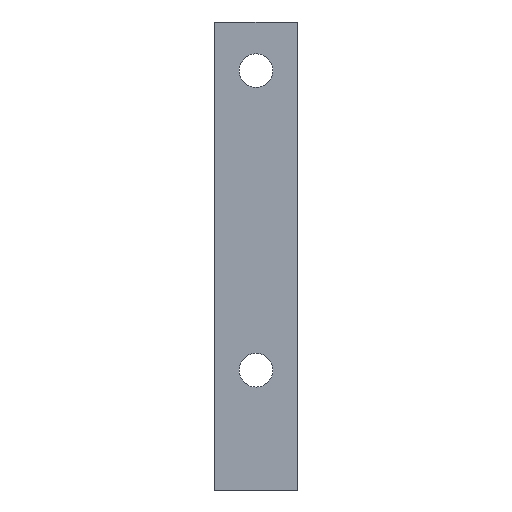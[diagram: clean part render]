
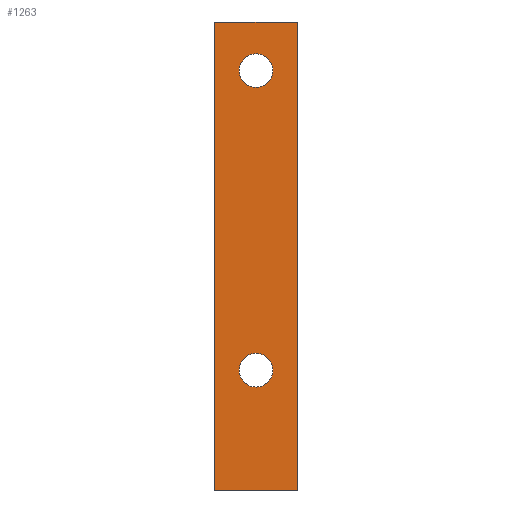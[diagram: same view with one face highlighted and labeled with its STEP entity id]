
A CAD part, left-side view. The second image highlights one B-rep face of the part: STEP entity #1263.
In plain terms, the highlighted planar face has unit normal (-1, 0, 0).
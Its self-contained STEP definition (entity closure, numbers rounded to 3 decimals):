
#1 = VERTEX_POINT ( 'NONE', #749 ) ;
#84 = EDGE_CURVE ( 'NONE', #726, #3281, #1721, .T. ) ;
#173 = CIRCLE ( 'NONE', #4263, 2.25 ) ;
#214 = ORIENTED_EDGE ( 'NONE', *, *, #1858, .F. ) ;
#235 = LINE ( 'NONE', #916, #4061 ) ;
#269 = FACE_BOUND ( 'NONE', #3440, .T. ) ;
#404 = EDGE_CURVE ( 'NONE', #2078, #1, #4158, .T. ) ;
#546 = CARTESIAN_POINT ( 'NONE',  ( -85., -5.5, 31.25 ) ) ;
#721 = CARTESIAN_POINT ( 'NONE',  ( -85., 0., 24.75 ) ) ;
#726 = VERTEX_POINT ( 'NONE', #546 ) ;
#741 = VECTOR ( 'NONE', #4502, 1000. ) ;
#749 = CARTESIAN_POINT ( 'NONE',  ( -85., 2.25, -15.25 ) ) ;
#767 = VERTEX_POINT ( 'NONE', #3286 ) ;
#800 = AXIS2_PLACEMENT_3D ( 'NONE', #721, #3317, #1101 ) ;
#808 = EDGE_CURVE ( 'NONE', #767, #4629, #3231, .T. ) ;
#861 = EDGE_LOOP ( 'NONE', ( #2916, #214, #2341, #1904 ) ) ;
#916 = CARTESIAN_POINT ( 'NONE',  ( -85., 5.5, -31.25 ) ) ;
#1032 = DIRECTION ( 'NONE',  ( 1., 0., 0. ) ) ;
#1068 = VERTEX_POINT ( 'NONE', #3842 ) ;
#1080 = CARTESIAN_POINT ( 'NONE',  ( -85., 5.5, 31.25 ) ) ;
#1097 = AXIS2_PLACEMENT_3D ( 'NONE', #3251, #1032, #3625 ) ;
#1101 = DIRECTION ( 'NONE',  ( 0., -1., 0. ) ) ;
#1161 = CARTESIAN_POINT ( 'NONE',  ( -85., -5.5, -31.25 ) ) ;
#1263 = ADVANCED_FACE ( 'NONE', ( #3220, #269, #4331 ), #1454, .F. ) ;
#1277 = ORIENTED_EDGE ( 'NONE', *, *, #2405, .T. ) ;
#1317 = CARTESIAN_POINT ( 'NONE',  ( -85., 0., -15.25 ) ) ;
#1406 = CARTESIAN_POINT ( 'NONE',  ( -85., 5.5, 31.25 ) ) ;
#1454 = PLANE ( 'NONE',  #2033 ) ;
#1498 = VECTOR ( 'NONE', #4009, 1000. ) ;
#1690 = DIRECTION ( 'NONE',  ( 0., -1., 0. ) ) ;
#1721 = LINE ( 'NONE', #1161, #741 ) ;
#1729 = AXIS2_PLACEMENT_3D ( 'NONE', #1317, #3917, #1690 ) ;
#1773 = ORIENTED_EDGE ( 'NONE', *, *, #404, .T. ) ;
#1782 = CARTESIAN_POINT ( 'NONE',  ( -85., -2.25, -15.25 ) ) ;
#1808 = DIRECTION ( 'NONE',  ( 1., 0., 0. ) ) ;
#1815 = DIRECTION ( 'NONE',  ( 0., -1., 0. ) ) ;
#1858 = EDGE_CURVE ( 'NONE', #3281, #4450, #235, .T. ) ;
#1904 = ORIENTED_EDGE ( 'NONE', *, *, #2058, .F. ) ;
#2006 = EDGE_LOOP ( 'NONE', ( #1773, #2379 ) ) ;
#2033 = AXIS2_PLACEMENT_3D ( 'NONE', #1080, #2920, #1815 ) ;
#2058 = EDGE_CURVE ( 'NONE', #1068, #726, #2237, .T. ) ;
#2078 = VERTEX_POINT ( 'NONE', #1782 ) ;
#2088 = EDGE_CURVE ( 'NONE', #1, #2078, #173, .T. ) ;
#2237 = LINE ( 'NONE', #1406, #1498 ) ;
#2341 = ORIENTED_EDGE ( 'NONE', *, *, #84, .F. ) ;
#2379 = ORIENTED_EDGE ( 'NONE', *, *, #2088, .T. ) ;
#2405 = EDGE_CURVE ( 'NONE', #4629, #767, #3593, .T. ) ;
#2484 = LINE ( 'NONE', #3856, #4361 ) ;
#2916 = ORIENTED_EDGE ( 'NONE', *, *, #4535, .F. ) ;
#2920 = DIRECTION ( 'NONE',  ( 1., 0., 0. ) ) ;
#2927 = ORIENTED_EDGE ( 'NONE', *, *, #808, .T. ) ;
#3126 = DIRECTION ( 'NONE',  ( 0., 1., 0. ) ) ;
#3220 = FACE_BOUND ( 'NONE', #2006, .T. ) ;
#3231 = CIRCLE ( 'NONE', #800, 2.25 ) ;
#3251 = CARTESIAN_POINT ( 'NONE',  ( -85., 0., 24.75 ) ) ;
#3281 = VERTEX_POINT ( 'NONE', #3464 ) ;
#3286 = CARTESIAN_POINT ( 'NONE',  ( -85., -2.25, 24.75 ) ) ;
#3317 = DIRECTION ( 'NONE',  ( 1., 0., 0. ) ) ;
#3440 = EDGE_LOOP ( 'NONE', ( #2927, #1277 ) ) ;
#3464 = CARTESIAN_POINT ( 'NONE',  ( -85., -5.5, -31.25 ) ) ;
#3534 = CARTESIAN_POINT ( 'NONE',  ( -85., 2.25, 24.75 ) ) ;
#3593 = CIRCLE ( 'NONE', #1097, 2.25 ) ;
#3625 = DIRECTION ( 'NONE',  ( 0., -1., 0. ) ) ;
#3814 = CARTESIAN_POINT ( 'NONE',  ( -85., 5.5, -31.25 ) ) ;
#3842 = CARTESIAN_POINT ( 'NONE',  ( -85., 5.5, 31.25 ) ) ;
#3856 = CARTESIAN_POINT ( 'NONE',  ( -85., 5.5, -31.25 ) ) ;
#3917 = DIRECTION ( 'NONE',  ( 1., 0., 0. ) ) ;
#4009 = DIRECTION ( 'NONE',  ( 0., -1., 0. ) ) ;
#4037 = CARTESIAN_POINT ( 'NONE',  ( -85., 0., -15.25 ) ) ;
#4061 = VECTOR ( 'NONE', #3126, 1000. ) ;
#4158 = CIRCLE ( 'NONE', #1729, 2.25 ) ;
#4233 = DIRECTION ( 'NONE',  ( 0., 0., 1. ) ) ;
#4263 = AXIS2_PLACEMENT_3D ( 'NONE', #4037, #1808, #4415 ) ;
#4331 = FACE_OUTER_BOUND ( 'NONE', #861, .T. ) ;
#4361 = VECTOR ( 'NONE', #4233, 1000. ) ;
#4415 = DIRECTION ( 'NONE',  ( 0., -1., 0. ) ) ;
#4450 = VERTEX_POINT ( 'NONE', #3814 ) ;
#4502 = DIRECTION ( 'NONE',  ( 0., 0., -1. ) ) ;
#4535 = EDGE_CURVE ( 'NONE', #4450, #1068, #2484, .T. ) ;
#4629 = VERTEX_POINT ( 'NONE', #3534 ) ;
